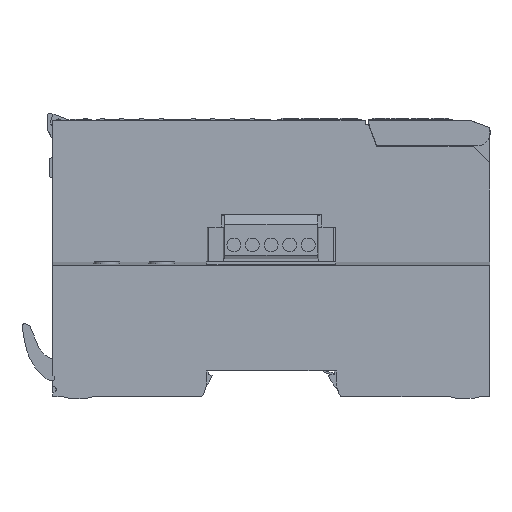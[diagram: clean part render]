
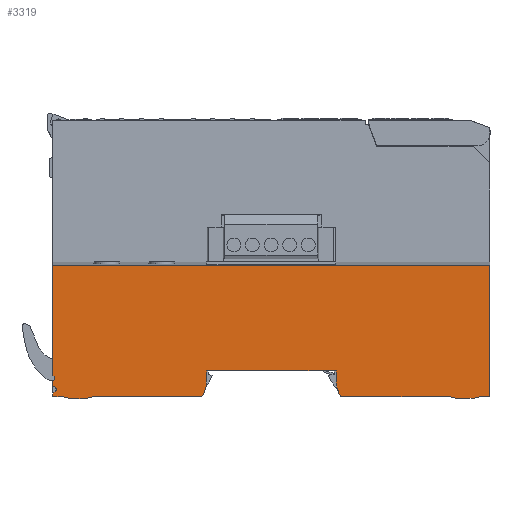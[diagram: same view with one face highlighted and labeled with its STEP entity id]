
A CAD part, left-side view. The second image highlights one B-rep face of the part: STEP entity #3319.
In plain terms, the highlighted planar face has unit normal (-1, 0, 0).
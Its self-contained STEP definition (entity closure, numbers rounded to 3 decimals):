
#3163=AXIS2_PLACEMENT_3D('Plane Axis2P3D',#3160,#3161,#3162) ;
#3183=AXIS2_PLACEMENT_3D('Circle Axis2P3D',#3181,#3182,$) ;
#3197=AXIS2_PLACEMENT_3D('Circle Axis2P3D',#3195,#3196,$) ;
#3223=AXIS2_PLACEMENT_3D('Circle Axis2P3D',#3221,#3222,$) ;
#3244=AXIS2_PLACEMENT_3D('Circle Axis2P3D',#3242,#3243,$) ;
#3272=AXIS2_PLACEMENT_3D('Circle Axis2P3D',#3270,#3271,$) ;
#3286=AXIS2_PLACEMENT_3D('Circle Axis2P3D',#3284,#3285,$) ;
#36=CARTESIAN_POINT('Line Origine',(4.46,59.75,36.477)) ;
#40=CARTESIAN_POINT('Vertex',(4.46,0.,36.477)) ;
#42=CARTESIAN_POINT('Vertex',(4.46,119.5,36.477)) ;
#1066=CARTESIAN_POINT('Line Origine',(4.46,0.,18.538)) ;
#1070=CARTESIAN_POINT('Vertex',(4.46,0.,0.6)) ;
#3160=CARTESIAN_POINT('Axis2P3D Location',(4.46,0.,-8.094)) ;
#3165=CARTESIAN_POINT('Line Origine',(4.46,59.75,7.6)) ;
#3169=CARTESIAN_POINT('Vertex',(4.46,77.45,7.6)) ;
#3171=CARTESIAN_POINT('Vertex',(4.46,42.05,7.6)) ;
#3174=CARTESIAN_POINT('Line Origine',(4.46,42.024,6.1)) ;
#3178=CARTESIAN_POINT('Vertex',(4.46,41.998,4.6)) ;
#3181=CARTESIAN_POINT('Axis2P3D Location',(4.46,34.499,4.731)) ;
#3185=CARTESIAN_POINT('Vertex',(4.46,40.759,0.6)) ;
#3188=CARTESIAN_POINT('Line Origine',(4.46,26.101,0.6)) ;
#3192=CARTESIAN_POINT('Vertex',(4.46,11.443,0.6)) ;
#3195=CARTESIAN_POINT('Axis2P3D Location',(4.46,6.9,17.5)) ;
#3199=CARTESIAN_POINT('Vertex',(4.46,2.357,0.6)) ;
#3202=CARTESIAN_POINT('Line Origine',(4.46,1.178,0.6)) ;
#3207=CARTESIAN_POINT('Line Origine',(4.46,119.5,21.473)) ;
#3211=CARTESIAN_POINT('Vertex',(4.46,119.5,6.469)) ;
#3214=CARTESIAN_POINT('Line Origine',(4.46,119.317,6.251)) ;
#3218=CARTESIAN_POINT('Vertex',(4.46,119.134,6.033)) ;
#3221=CARTESIAN_POINT('Axis2P3D Location',(4.46,119.671,5.584)) ;
#3225=CARTESIAN_POINT('Vertex',(4.46,119.5,4.905)) ;
#3228=CARTESIAN_POINT('Line Origine',(4.46,119.5,4.081)) ;
#3232=CARTESIAN_POINT('Vertex',(4.46,119.5,3.258)) ;
#3235=CARTESIAN_POINT('Line Origine',(4.46,119.352,3.258)) ;
#3239=CARTESIAN_POINT('Vertex',(4.46,119.205,3.258)) ;
#3242=CARTESIAN_POINT('Axis2P3D Location',(4.46,119.205,2.558)) ;
#3246=CARTESIAN_POINT('Vertex',(4.46,118.855,1.952)) ;
#3249=CARTESIAN_POINT('Line Origine',(4.46,119.177,1.766)) ;
#3253=CARTESIAN_POINT('Vertex',(4.46,119.5,1.58)) ;
#3256=CARTESIAN_POINT('Line Origine',(4.46,119.5,1.09)) ;
#3260=CARTESIAN_POINT('Vertex',(4.46,119.5,0.6)) ;
#3263=CARTESIAN_POINT('Line Origine',(4.46,118.322,0.6)) ;
#3267=CARTESIAN_POINT('Vertex',(4.46,117.143,0.6)) ;
#3270=CARTESIAN_POINT('Axis2P3D Location',(4.46,112.6,17.5)) ;
#3274=CARTESIAN_POINT('Vertex',(4.46,108.057,0.6)) ;
#3277=CARTESIAN_POINT('Line Origine',(4.46,93.399,0.6)) ;
#3281=CARTESIAN_POINT('Vertex',(4.46,78.741,0.6)) ;
#3284=CARTESIAN_POINT('Axis2P3D Location',(4.46,85.001,4.731)) ;
#3288=CARTESIAN_POINT('Vertex',(4.46,77.502,4.6)) ;
#3291=CARTESIAN_POINT('Line Origine',(4.46,77.476,6.1)) ;
#37=DIRECTION('Vector Direction',(0.,1.,0.)) ;
#1067=DIRECTION('Vector Direction',(0.,0.,1.)) ;
#3161=DIRECTION('Axis2P3D Direction',(-1.,0.,0.)) ;
#3162=DIRECTION('Axis2P3D XDirection',(0.,0.,1.)) ;
#3166=DIRECTION('Vector Direction',(0.,-1.,0.)) ;
#3175=DIRECTION('Vector Direction',(0.,-0.017,-1.)) ;
#3182=DIRECTION('Axis2P3D Direction',(-1.,0.,0.)) ;
#3189=DIRECTION('Vector Direction',(0.,1.,0.)) ;
#3196=DIRECTION('Axis2P3D Direction',(-1.,0.,0.)) ;
#3203=DIRECTION('Vector Direction',(0.,1.,0.)) ;
#3208=DIRECTION('Vector Direction',(0.,0.,-1.)) ;
#3215=DIRECTION('Vector Direction',(0.,-0.643,-0.766)) ;
#3222=DIRECTION('Axis2P3D Direction',(-1.,0.,0.)) ;
#3229=DIRECTION('Vector Direction',(0.,0.,-1.)) ;
#3236=DIRECTION('Vector Direction',(0.,-1.,0.)) ;
#3243=DIRECTION('Axis2P3D Direction',(-1.,0.,0.)) ;
#3250=DIRECTION('Vector Direction',(0.,-0.866,0.5)) ;
#3257=DIRECTION('Vector Direction',(0.,0.,-1.)) ;
#3264=DIRECTION('Vector Direction',(0.,1.,0.)) ;
#3271=DIRECTION('Axis2P3D Direction',(-1.,0.,0.)) ;
#3278=DIRECTION('Vector Direction',(0.,1.,0.)) ;
#3285=DIRECTION('Axis2P3D Direction',(-1.,0.,0.)) ;
#3292=DIRECTION('Vector Direction',(0.,-0.017,1.)) ;
#38=VECTOR('Line Direction',#37,1.) ;
#1068=VECTOR('Line Direction',#1067,1.) ;
#3167=VECTOR('Line Direction',#3166,1.) ;
#3176=VECTOR('Line Direction',#3175,1.) ;
#3190=VECTOR('Line Direction',#3189,1.) ;
#3204=VECTOR('Line Direction',#3203,1.) ;
#3209=VECTOR('Line Direction',#3208,1.) ;
#3216=VECTOR('Line Direction',#3215,1.) ;
#3230=VECTOR('Line Direction',#3229,1.) ;
#3237=VECTOR('Line Direction',#3236,1.) ;
#3251=VECTOR('Line Direction',#3250,1.) ;
#3258=VECTOR('Line Direction',#3257,1.) ;
#3265=VECTOR('Line Direction',#3264,1.) ;
#3279=VECTOR('Line Direction',#3278,1.) ;
#3293=VECTOR('Line Direction',#3292,1.) ;
#3297=ORIENTED_EDGE('',*,*,#3173,.T.) ;
#3298=ORIENTED_EDGE('',*,*,#3180,.T.) ;
#3299=ORIENTED_EDGE('',*,*,#3187,.F.) ;
#3300=ORIENTED_EDGE('',*,*,#3194,.F.) ;
#3301=ORIENTED_EDGE('',*,*,#3201,.F.) ;
#3302=ORIENTED_EDGE('',*,*,#3206,.F.) ;
#3303=ORIENTED_EDGE('',*,*,#1072,.T.) ;
#3304=ORIENTED_EDGE('',*,*,#44,.T.) ;
#3305=ORIENTED_EDGE('',*,*,#3213,.T.) ;
#3306=ORIENTED_EDGE('',*,*,#3220,.T.) ;
#3307=ORIENTED_EDGE('',*,*,#3227,.T.) ;
#3308=ORIENTED_EDGE('',*,*,#3234,.T.) ;
#3309=ORIENTED_EDGE('',*,*,#3241,.T.) ;
#3310=ORIENTED_EDGE('',*,*,#3248,.T.) ;
#3311=ORIENTED_EDGE('',*,*,#3255,.F.) ;
#3312=ORIENTED_EDGE('',*,*,#3262,.T.) ;
#3313=ORIENTED_EDGE('',*,*,#3269,.F.) ;
#3314=ORIENTED_EDGE('',*,*,#3276,.F.) ;
#3315=ORIENTED_EDGE('',*,*,#3283,.F.) ;
#3316=ORIENTED_EDGE('',*,*,#3290,.F.) ;
#3317=ORIENTED_EDGE('',*,*,#3295,.T.) ;
#3319=ADVANCED_FACE('Koppler',(#3318),#3164,.T.) ;
#3184=CIRCLE('generated circle',#3183,7.5) ;
#3198=CIRCLE('generated circle',#3197,17.5) ;
#3224=CIRCLE('generated circle',#3223,0.7) ;
#3245=CIRCLE('generated circle',#3244,0.7) ;
#3273=CIRCLE('generated circle',#3272,17.5) ;
#3287=CIRCLE('generated circle',#3286,7.5) ;
#44=EDGE_CURVE('',#41,#43,#39,.T.) ;
#1072=EDGE_CURVE('',#1071,#41,#1069,.T.) ;
#3173=EDGE_CURVE('',#3170,#3172,#3168,.T.) ;
#3180=EDGE_CURVE('',#3172,#3179,#3177,.T.) ;
#3187=EDGE_CURVE('',#3186,#3179,#3184,.F.) ;
#3194=EDGE_CURVE('',#3193,#3186,#3191,.T.) ;
#3201=EDGE_CURVE('',#3200,#3193,#3198,.F.) ;
#3206=EDGE_CURVE('',#1071,#3200,#3205,.T.) ;
#3213=EDGE_CURVE('',#43,#3212,#3210,.T.) ;
#3220=EDGE_CURVE('',#3212,#3219,#3217,.T.) ;
#3227=EDGE_CURVE('',#3219,#3226,#3224,.F.) ;
#3234=EDGE_CURVE('',#3226,#3233,#3231,.T.) ;
#3241=EDGE_CURVE('',#3233,#3240,#3238,.T.) ;
#3248=EDGE_CURVE('',#3240,#3247,#3245,.F.) ;
#3255=EDGE_CURVE('',#3254,#3247,#3252,.T.) ;
#3262=EDGE_CURVE('',#3254,#3261,#3259,.T.) ;
#3269=EDGE_CURVE('',#3268,#3261,#3266,.T.) ;
#3276=EDGE_CURVE('',#3275,#3268,#3273,.F.) ;
#3283=EDGE_CURVE('',#3282,#3275,#3280,.T.) ;
#3290=EDGE_CURVE('',#3289,#3282,#3287,.F.) ;
#3295=EDGE_CURVE('',#3289,#3170,#3294,.T.) ;
#3296=EDGE_LOOP('',(#3297,#3298,#3299,#3300,#3301,#3302,#3303,#3304,#3305,#3306,#3307,#3308,#3309,#3310,#3311,#3312,#3313,#3314,#3315,#3316,#3317)) ;
#3318=FACE_OUTER_BOUND('',#3296,.T.) ;
#39=LINE('Line',#36,#38) ;
#1069=LINE('Line',#1066,#1068) ;
#3168=LINE('Line',#3165,#3167) ;
#3177=LINE('Line',#3174,#3176) ;
#3191=LINE('Line',#3188,#3190) ;
#3205=LINE('Line',#3202,#3204) ;
#3210=LINE('Line',#3207,#3209) ;
#3217=LINE('Line',#3214,#3216) ;
#3231=LINE('Line',#3228,#3230) ;
#3238=LINE('Line',#3235,#3237) ;
#3252=LINE('Line',#3249,#3251) ;
#3259=LINE('Line',#3256,#3258) ;
#3266=LINE('Line',#3263,#3265) ;
#3280=LINE('Line',#3277,#3279) ;
#3294=LINE('Line',#3291,#3293) ;
#3164=PLANE('',#3163) ;
#41=VERTEX_POINT('',#40) ;
#43=VERTEX_POINT('',#42) ;
#1071=VERTEX_POINT('',#1070) ;
#3170=VERTEX_POINT('',#3169) ;
#3172=VERTEX_POINT('',#3171) ;
#3179=VERTEX_POINT('',#3178) ;
#3186=VERTEX_POINT('',#3185) ;
#3193=VERTEX_POINT('',#3192) ;
#3200=VERTEX_POINT('',#3199) ;
#3212=VERTEX_POINT('',#3211) ;
#3219=VERTEX_POINT('',#3218) ;
#3226=VERTEX_POINT('',#3225) ;
#3233=VERTEX_POINT('',#3232) ;
#3240=VERTEX_POINT('',#3239) ;
#3247=VERTEX_POINT('',#3246) ;
#3254=VERTEX_POINT('',#3253) ;
#3261=VERTEX_POINT('',#3260) ;
#3268=VERTEX_POINT('',#3267) ;
#3275=VERTEX_POINT('',#3274) ;
#3282=VERTEX_POINT('',#3281) ;
#3289=VERTEX_POINT('',#3288) ;
